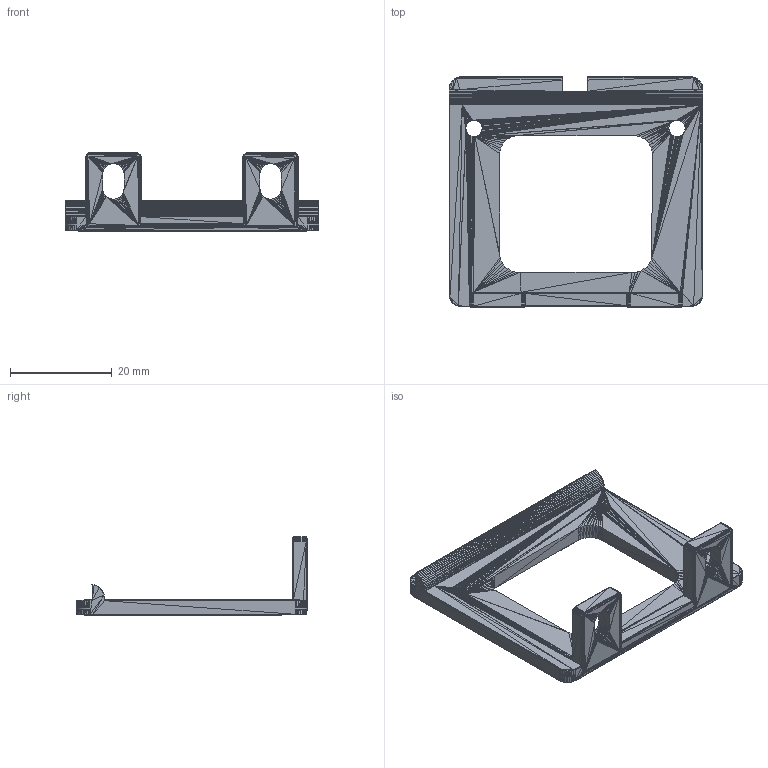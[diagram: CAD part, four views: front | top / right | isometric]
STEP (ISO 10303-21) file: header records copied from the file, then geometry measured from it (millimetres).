
FILE_DESCRIPTION((''),'2;1');
FILE_NAME('UNO CASE MOUNT ', '2026-02-18T06:56:03', (''), (''), 'ImageToStl.com STEP Converter','', '');
FILE_SCHEMA(('AUTOMOTIVE_DESIGN_CC2'));
Length unit declared in the file: metre
Products named in the file (1): product0
Bounding box: 50 x 45.5 x 15.4 mm (x, y, z)
Surface area: 4733.8 mm2 (no closed solid volume)
Topology: 0 solids, 3146 shells, 3146 faces, 9438 edges, 1565 vertices
Faces by surface type: plane 3146
Entity records: 72370 total; most frequent: DIRECTION 15732, ORIENTED_EDGE 9438, EDGE_CURVE 9438, LINE 9438, VECTOR 9438, AXIS2_PLACEMENT_3D 3147, FACE_SURFACE 3146, PLANE 3146
